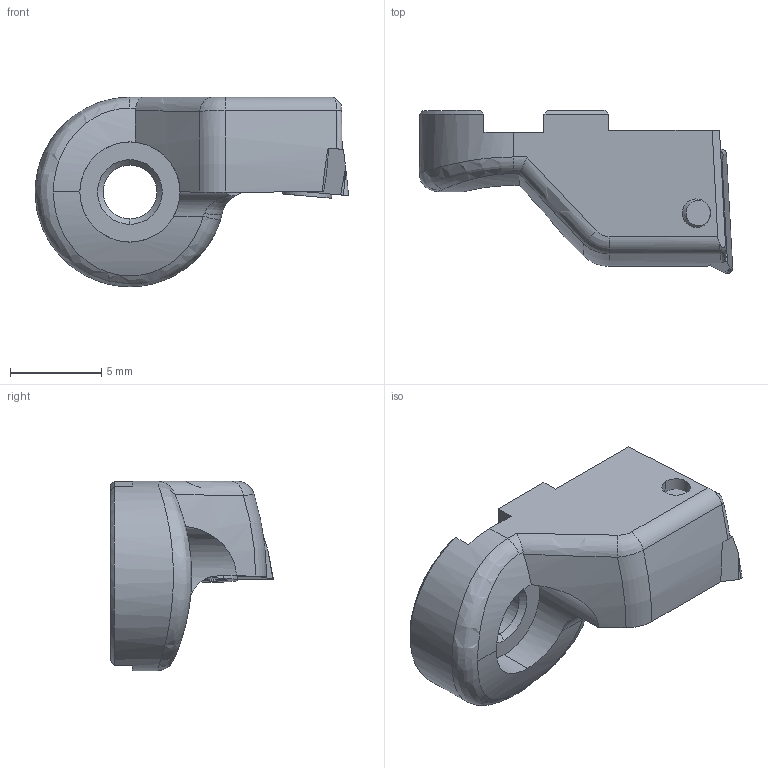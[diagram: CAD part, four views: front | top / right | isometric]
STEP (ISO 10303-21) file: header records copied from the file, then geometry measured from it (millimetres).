
FILE_DESCRIPTION(('no description'),'unknown implementation level');
FILE_NAME('C1F1DDEA-73F0-4E33-9550-151ABD17E05D_export.stp',' ',('CIMSOURCE GmbH'),('CADClick - KiM GmbH - www.kimweb.de'),'unknown preprocess','ACIS','unknown authorization');
FILE_SCHEMA(('automotive_design'));
Length unit declared in the file: millimetre
Products named in the file (3): 626.122 Kaiser ENH 22 TP07 32-40|651.735 Kaiser TPGT 070203 K10C;Kombinieren1; 626.122 Kaiser ENH 22 TP07 32-40|694.103 Kaiser ETL M2x4.8 T6 IP 10S;Kreismuster1; 626.122 Kaiser ENH 22 TP07 32-40|626.122 Kaiser ENH 22 TP07 32-40;Fase2
Bounding box: 17.2 x 8.95 x 10.4 mm (x, y, z)
Volume: 550.3 mm3; surface area: 716.4 mm2
Topology: 3 solids, 3 shells, 109 faces, 275 edges, 168 vertices
Faces by surface type: cylinder 40, plane 33, cone 22, torus 7, bspline 7
Entity records: 11485 total; most frequent: CARTESIAN_POINT 5751, DIRECTION 556, STYLED_ITEM 550, PRESENTATION_STYLE_ASSIGNMENT 550, COLOUR_RGB 550, ORIENTED_EDGE 540, EDGE_CURVE 270, CURVE_STYLE 270
